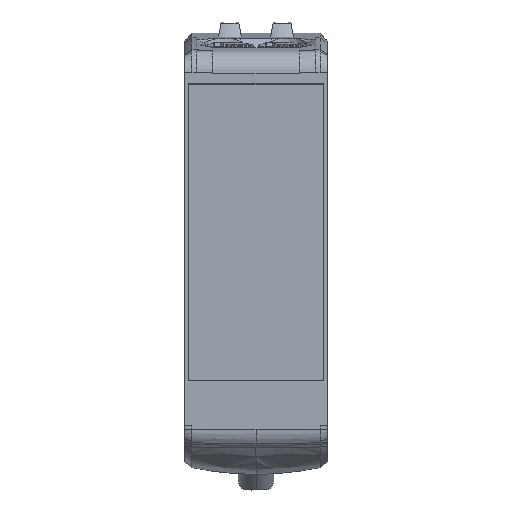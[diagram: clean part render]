
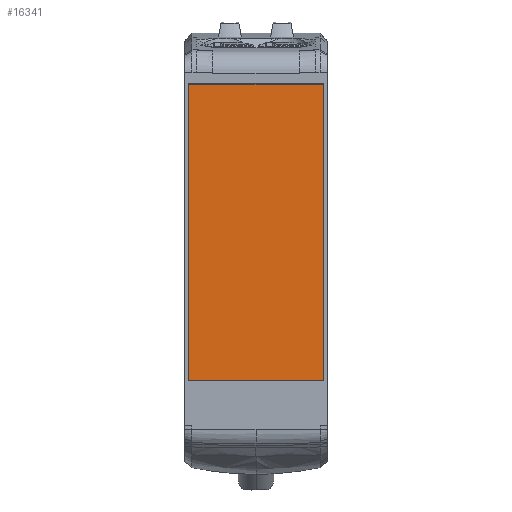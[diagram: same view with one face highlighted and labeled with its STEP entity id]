
A CAD part, top view. The second image highlights one B-rep face of the part: STEP entity #16341.
In plain terms, the highlighted planar face has unit normal (0, 0, 1).
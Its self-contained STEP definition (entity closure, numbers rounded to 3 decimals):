
#7403=DIRECTION('',(0.,-1.,0.));
#7404=VECTOR('',#7403,41.45);
#7405=CARTESIAN_POINT('',(9.425,48.325,5.7));
#7406=LINE('',#7405,#7404);
#7410=DIRECTION('',(-1.,0.,0.));
#7411=VECTOR('',#7410,18.85);
#7412=CARTESIAN_POINT('',(9.425,6.875,5.7));
#7413=LINE('',#7412,#7411);
#7417=DIRECTION('',(0.,1.,0.));
#7418=VECTOR('',#7417,41.45);
#7419=CARTESIAN_POINT('',(-9.425,6.875,5.7));
#7420=LINE('',#7419,#7418);
#7424=DIRECTION('',(1.,0.,0.));
#7425=VECTOR('',#7424,18.85);
#7426=CARTESIAN_POINT('',(-9.425,48.325,5.7));
#7427=LINE('',#7426,#7425);
#8516=CARTESIAN_POINT('',(-9.425,6.875,5.7));
#8517=VERTEX_POINT('',#8516);
#8518=CARTESIAN_POINT('',(9.425,6.875,5.7));
#8519=VERTEX_POINT('',#8518);
#8520=CARTESIAN_POINT('',(-9.425,48.325,5.7));
#8521=VERTEX_POINT('',#8520);
#8522=CARTESIAN_POINT('',(9.425,48.325,5.7));
#8523=VERTEX_POINT('',#8522);
#16330=CARTESIAN_POINT('',(0.,18.,5.7));
#16331=DIRECTION('',(0.,0.,-1.));
#16332=DIRECTION('',(-1.,0.,0.));
#16333=AXIS2_PLACEMENT_3D('',#16330,#16331,#16332);
#16334=PLANE('',#16333);
#16335=ORIENTED_EDGE('',*,*,#16324,.T.);
#16336=ORIENTED_EDGE('',*,*,#16275,.T.);
#16337=ORIENTED_EDGE('',*,*,#16293,.T.);
#16338=ORIENTED_EDGE('',*,*,#16310,.T.);
#16339=EDGE_LOOP('',(#16335,#16336,#16337,#16338));
#16340=FACE_OUTER_BOUND('',#16339,.F.);
#16341=ADVANCED_FACE('',(#16340),#16334,.F.);
#16275=EDGE_CURVE('',#8519,#8517,#7413,.T.);
#16293=EDGE_CURVE('',#8517,#8521,#7420,.T.);
#16310=EDGE_CURVE('',#8521,#8523,#7427,.T.);
#16324=EDGE_CURVE('',#8523,#8519,#7406,.T.);
